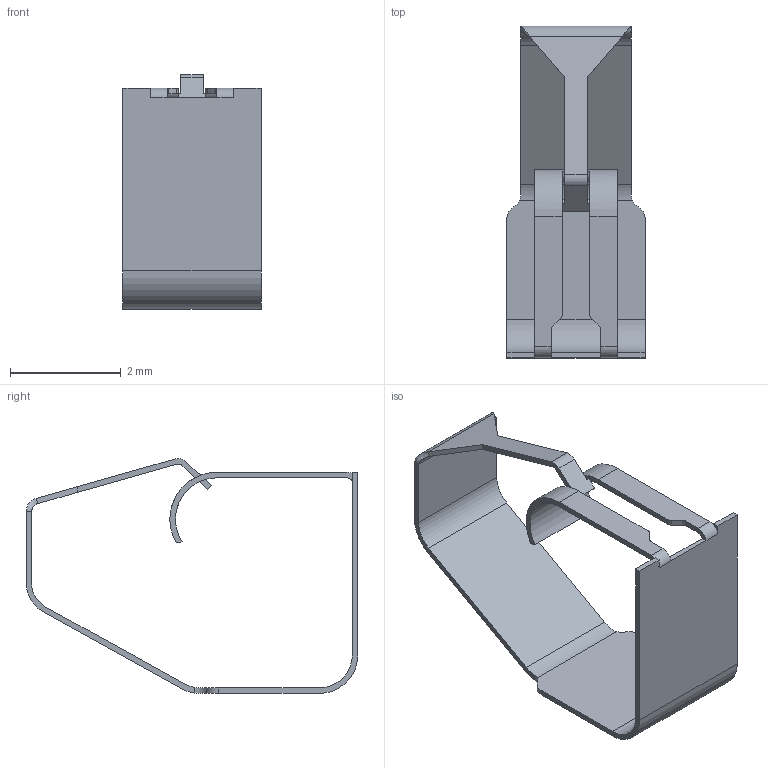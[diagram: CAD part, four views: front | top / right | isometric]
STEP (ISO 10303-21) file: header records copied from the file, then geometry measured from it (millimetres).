
FILE_DESCRIPTION((''),'2;1');
FILE_NAME('C-2339640-1','2019-04-03T03:15:17',('workeradm'),('TE Connectivity Ltd.'),'CREO PARAMETRIC BY PTC INC, 2018190','CREO PARAMETRIC BY PTC INC, 2018190','');
FILE_SCHEMA(('AUTOMOTIVE_DESIGN { 1 0 10303 214 1 1 1 1 }'));
Length unit declared in the file: millimetre
Products named in the file (1): C-2339640-1
Bounding box: 2.5 x 6 x 4.25 mm (x, y, z)
Volume: 3.3 mm3; surface area: 70.5 mm2
Topology: 1 solids, 1 shells, 70 faces, 206 edges, 132 vertices
Faces by surface type: plane 44, cylinder 24, bspline 2
Entity records: 2454 total; most frequent: CARTESIAN_POINT 514, ORIENTED_EDGE 412, DIRECTION 388, EDGE_CURVE 206, VECTOR 144, LINE 144, VERTEX_POINT 132, AXIS2_PLACEMENT_3D 122
